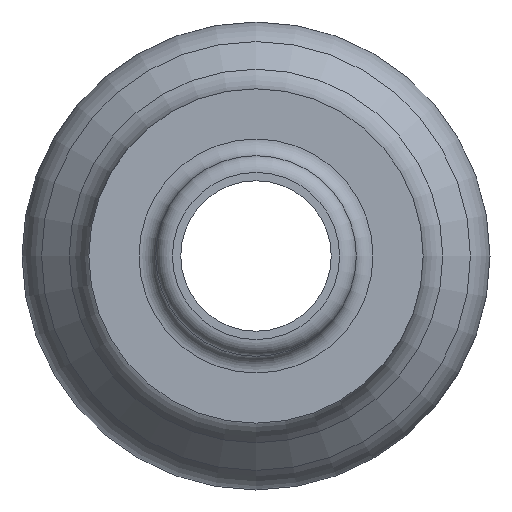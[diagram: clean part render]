
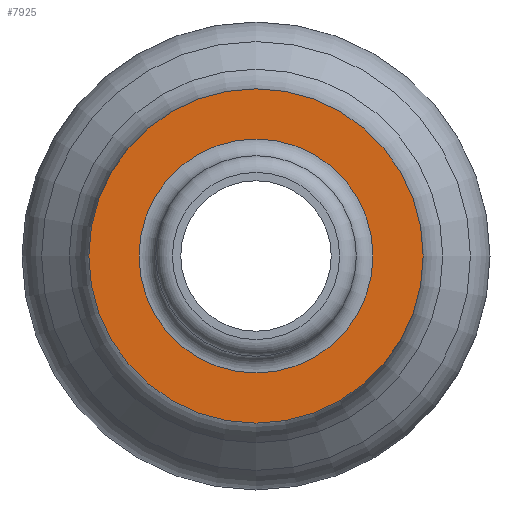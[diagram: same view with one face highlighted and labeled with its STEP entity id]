
A CAD part, left-side view. The second image highlights one B-rep face of the part: STEP entity #7925.
In plain terms, the highlighted planar face has unit normal (-1, 0, 0).
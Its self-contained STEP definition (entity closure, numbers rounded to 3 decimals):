
#407 = AXIS2_PLACEMENT_3D ( 'NONE', #6383, #6256, #5715 ) ;
#1073 = FACE_BOUND ( 'NONE', #7340, .T. ) ;
#1107 = FACE_OUTER_BOUND ( 'NONE', #7214, .T. ) ;
#1318 = ORIENTED_EDGE ( 'NONE', *, *, #4630, .T. ) ;
#1358 = ORIENTED_EDGE ( 'NONE', *, *, #4759, .F. ) ;
#4299 = CIRCLE ( 'NONE', #4477, 5. ) ;
#4327 = AXIS2_PLACEMENT_3D ( 'NONE', #5056, #5055, #5054 ) ;
#4477 = AXIS2_PLACEMENT_3D ( 'NONE', #5194, #5193, #5192 ) ;
#4630 = EDGE_CURVE ( 'NONE', #8673, #8673, #4299, .T. ) ;
#4759 = EDGE_CURVE ( 'NONE', #8654, #8654, #4931, .T. ) ;
#4931 = CIRCLE ( 'NONE', #4327, 3.5 ) ;
#5054 = DIRECTION ( 'NONE',  ( 0., 0., 1. ) ) ;
#5055 = DIRECTION ( 'NONE',  ( -1., 0., 0. ) ) ;
#5056 = CARTESIAN_POINT ( 'NONE',  ( 19., 0., 0. ) ) ;
#5192 = DIRECTION ( 'NONE',  ( 0., 0., 1. ) ) ;
#5193 = DIRECTION ( 'NONE',  ( -1., 0., 0. ) ) ;
#5194 = CARTESIAN_POINT ( 'NONE',  ( 19., 0., 0. ) ) ;
#5715 = DIRECTION ( 'NONE',  ( 0., 0., -1. ) ) ;
#6256 = DIRECTION ( 'NONE',  ( 1., 0., 0. ) ) ;
#6289 = PLANE ( 'NONE',  #407 ) ;
#6383 = CARTESIAN_POINT ( 'NONE',  ( 19., 5., 0. ) ) ;
#7214 = EDGE_LOOP ( 'NONE', ( #1318 ) ) ;
#7340 = EDGE_LOOP ( 'NONE', ( #1358 ) ) ;
#7925 = ADVANCED_FACE ( 'NONE', ( #1073, #1107 ), #6289, .F. ) ;
#7953 = CARTESIAN_POINT ( 'NONE',  ( 19., 0., 3.5 ) ) ;
#7958 = CARTESIAN_POINT ( 'NONE',  ( 19., 0., 5. ) ) ;
#8654 = VERTEX_POINT ( 'NONE', #7953 ) ;
#8673 = VERTEX_POINT ( 'NONE', #7958 ) ;
